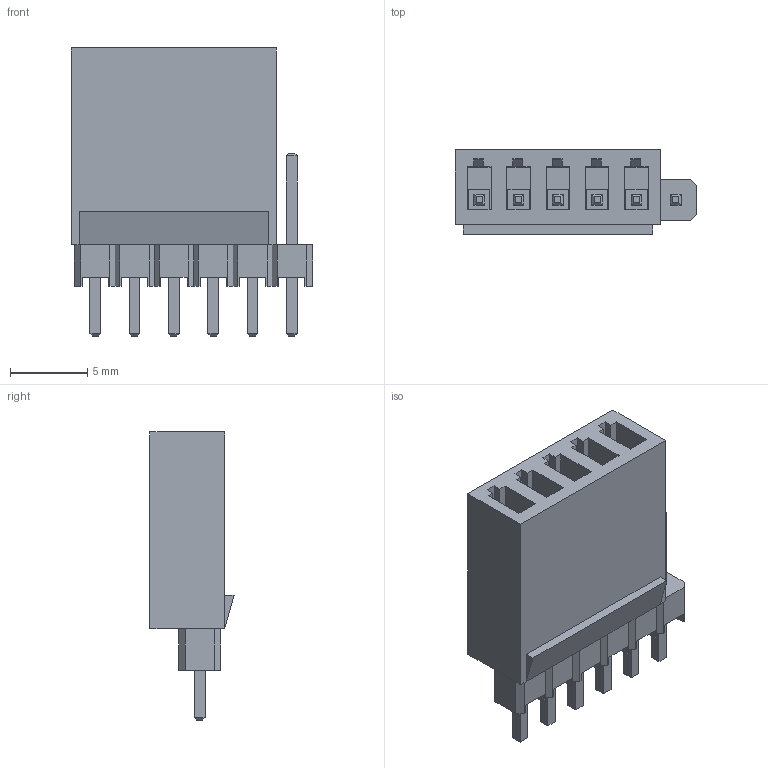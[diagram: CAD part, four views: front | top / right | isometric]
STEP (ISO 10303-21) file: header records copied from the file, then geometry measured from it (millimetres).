
FILE_DESCRIPTION(('FreeCAD Model'),'2;1');
FILE_NAME('WL-MO22012057_PHEAD.step','2016-12-31T15:16:31',( 'Author'),(''),'Open CASCADE STEP processor 6.8','FreeCAD','Unknown' );
FILE_SCHEMA(('AUTOMOTIVE_DESIGN_CC2 { 1 2 10303 214 -1 1 5 4 }'));
Length unit declared in the file: millimetre
Products named in the file (2): ASSEMBLY; WL-MO22012057_PHEAD
Assembly tree (1 placements, depth 2):
  ASSEMBLY
    WL-MO22012057_PHEAD
Bounding box: 15.6 x 5.44 x 18.61 mm (x, y, z)
Volume: 655.2 mm3; surface area: 1524.6 mm2
Topology: 2 solids, 2 shells, 287 faces, 728 edges, 462 vertices
Faces by surface type: plane 287
Entity records: 19885 total; most frequent: CARTESIAN_POINT 2935, DIRECTION 2762, LINE 2184, VECTOR 2184, ORIENTED_EDGE 1456, PCURVE 1456, DEFINITIONAL_REPRESENTATION 1456, EDGE_CURVE 728
